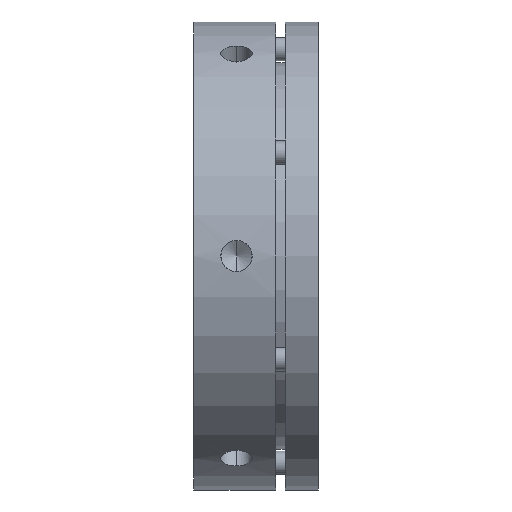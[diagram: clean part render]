
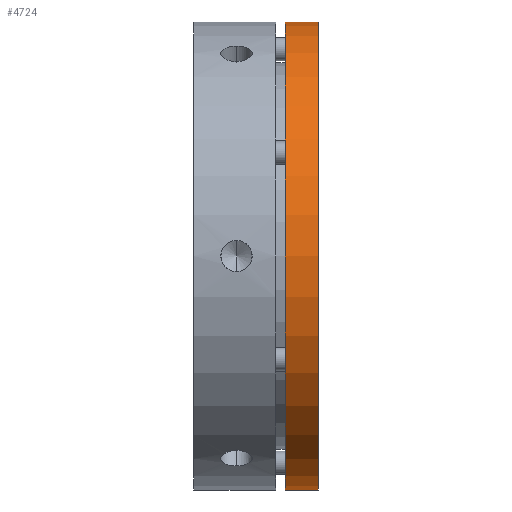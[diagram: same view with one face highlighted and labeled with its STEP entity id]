
A CAD part, front view. The second image highlights one B-rep face of the part: STEP entity #4724.
In plain terms, the highlighted cylindrical face has radius 60 mm (diameter 120 mm), a partial arc.
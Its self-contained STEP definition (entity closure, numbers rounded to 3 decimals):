
#164 = CARTESIAN_POINT ( 'NONE',  ( 32., 0., -60. ) ) ;
#165 = CARTESIAN_POINT ( 'NONE',  ( 32., 0., 60. ) ) ;
#168 = CARTESIAN_POINT ( 'NONE',  ( 23.5, 0., 60. ) ) ;
#171 = CARTESIAN_POINT ( 'NONE',  ( 23.5, 0., -60. ) ) ;
#502 = EDGE_LOOP ( 'NONE', ( #4173, #4172, #4171, #4170 ) ) ;
#649 = AXIS2_PLACEMENT_3D ( 'NONE', #3278, #3276, #3274 ) ;
#852 = AXIS2_PLACEMENT_3D ( 'NONE', #1522, #1523, #1524 ) ;
#870 = AXIS2_PLACEMENT_3D ( 'NONE', #1498, #1499, #1500 ) ;
#1498 = CARTESIAN_POINT ( 'NONE',  ( 32., 0., 0. ) ) ;
#1499 = DIRECTION ( 'NONE',  ( -1., 0., 0. ) ) ;
#1500 = DIRECTION ( 'NONE',  ( 0., 0., -1. ) ) ;
#1522 = CARTESIAN_POINT ( 'NONE',  ( 23.5, 0., 0. ) ) ;
#1523 = DIRECTION ( 'NONE',  ( 1., 0., 0. ) ) ;
#1524 = DIRECTION ( 'NONE',  ( 0., 0., -1. ) ) ;
#1961 = DIRECTION ( 'NONE',  ( 1., 0., 0. ) ) ;
#1962 = CARTESIAN_POINT ( 'NONE',  ( 16., 0., 60. ) ) ;
#1974 = CARTESIAN_POINT ( 'NONE',  ( 16., 0., -60. ) ) ;
#1978 = DIRECTION ( 'NONE',  ( 1., 0., 0. ) ) ;
#2340 = CIRCLE ( 'NONE', #870, 60. ) ;
#2348 = CIRCLE ( 'NONE', #852, 60. ) ;
#2451 = LINE ( 'NONE', #1962, #2453 ) ;
#2453 = VECTOR ( 'NONE', #1961, 1000. ) ;
#2454 = LINE ( 'NONE', #1974, #2460 ) ;
#2460 = VECTOR ( 'NONE', #1978, 1000. ) ;
#2767 = FACE_OUTER_BOUND ( 'NONE', #502, .T. ) ;
#2776 = CYLINDRICAL_SURFACE ( 'NONE', #649, 60. ) ;
#3274 = DIRECTION ( 'NONE',  ( 0., 0., -1. ) ) ;
#3276 = DIRECTION ( 'NONE',  ( 1., 0., 0. ) ) ;
#3278 = CARTESIAN_POINT ( 'NONE',  ( 16., 0., 0. ) ) ;
#3888 = VERTEX_POINT ( 'NONE', #164 ) ;
#3889 = VERTEX_POINT ( 'NONE', #165 ) ;
#3892 = VERTEX_POINT ( 'NONE', #168 ) ;
#3895 = VERTEX_POINT ( 'NONE', #171 ) ;
#4170 = ORIENTED_EDGE ( 'NONE', *, *, #4291, .T. ) ;
#4171 = ORIENTED_EDGE ( 'NONE', *, *, #4538, .T. ) ;
#4172 = ORIENTED_EDGE ( 'NONE', *, *, #4299, .T. ) ;
#4173 = ORIENTED_EDGE ( 'NONE', *, *, #4534, .F. ) ;
#4291 = EDGE_CURVE ( 'NONE', #3888, #3889, #2340, .T. ) ;
#4299 = EDGE_CURVE ( 'NONE', #3892, #3895, #2348, .T. ) ;
#4534 = EDGE_CURVE ( 'NONE', #3892, #3889, #2451, .T. ) ;
#4538 = EDGE_CURVE ( 'NONE', #3895, #3888, #2454, .T. ) ;
#4724 = ADVANCED_FACE ( 'NONE', ( #2767 ), #2776, .T. ) ;
